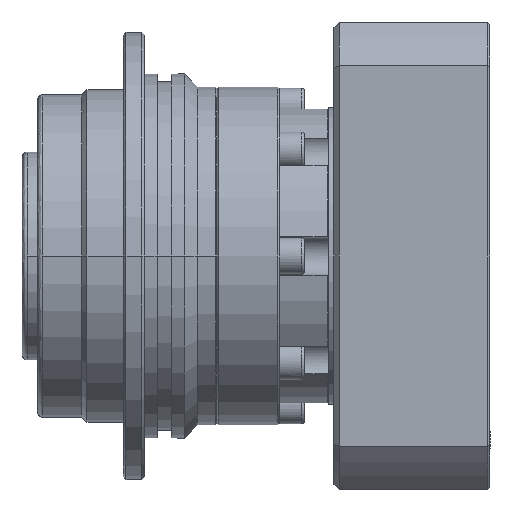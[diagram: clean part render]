
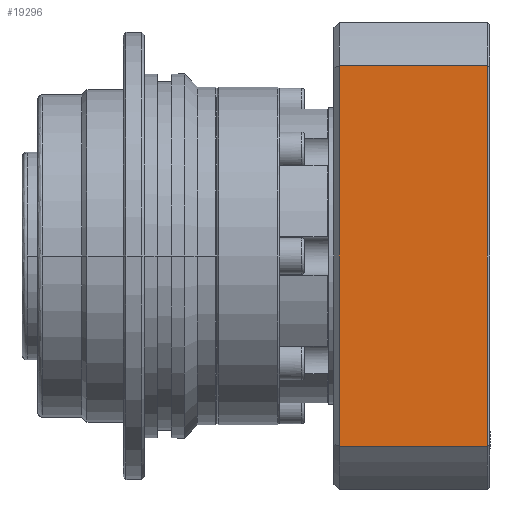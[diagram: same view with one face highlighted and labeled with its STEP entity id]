
A CAD part, front view. The second image highlights one B-rep face of the part: STEP entity #19296.
In plain terms, the highlighted planar face has unit normal (0, -1, 0).
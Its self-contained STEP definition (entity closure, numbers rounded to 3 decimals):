
#1440 = AXIS2_PLACEMENT_3D ( 'NONE', #4286, #17864, #6217 ) ;
#1597 = VECTOR ( 'NONE', #3815, 1000. ) ;
#2113 = CARTESIAN_POINT ( 'NONE',  ( 36.592, -45., 4.5 ) ) ;
#2967 = VERTEX_POINT ( 'NONE', #2113 ) ;
#3815 = DIRECTION ( 'NONE',  ( 0., 0., -1. ) ) ;
#4286 = CARTESIAN_POINT ( 'NONE',  ( -36.592, -45., 33.5 ) ) ;
#4368 = ORIENTED_EDGE ( 'NONE', *, *, #13193, .F. ) ;
#4773 = DIRECTION ( 'NONE',  ( 1., 0., 0. ) ) ;
#5383 = DIRECTION ( 'NONE',  ( -1., 0., 0. ) ) ;
#5606 = LINE ( 'NONE', #21140, #15343 ) ;
#5842 = CARTESIAN_POINT ( 'NONE',  ( 36.592, -45., 0. ) ) ;
#6217 = DIRECTION ( 'NONE',  ( -1., 0., 0. ) ) ;
#6428 = EDGE_CURVE ( 'NONE', #2967, #19848, #5606, .T. ) ;
#7202 = EDGE_CURVE ( 'NONE', #7378, #2967, #16495, .T. ) ;
#7304 = CARTESIAN_POINT ( 'NONE',  ( -36.592, -45., 0. ) ) ;
#7378 = VERTEX_POINT ( 'NONE', #12524 ) ;
#8240 = LINE ( 'NONE', #14482, #12798 ) ;
#9015 = ORIENTED_EDGE ( 'NONE', *, *, #7202, .F. ) ;
#10245 = EDGE_LOOP ( 'NONE', ( #9015, #4368, #12040, #23351 ) ) ;
#12040 = ORIENTED_EDGE ( 'NONE', *, *, #21240, .F. ) ;
#12524 = CARTESIAN_POINT ( 'NONE',  ( 36.592, -45., 33. ) ) ;
#12798 = VECTOR ( 'NONE', #4773, 1000. ) ;
#13193 = EDGE_CURVE ( 'NONE', #23110, #7378, #8240, .T. ) ;
#14308 = CARTESIAN_POINT ( 'NONE',  ( -36.592, -45., 33. ) ) ;
#14482 = CARTESIAN_POINT ( 'NONE',  ( -36.592, -45., 33. ) ) ;
#15343 = VECTOR ( 'NONE', #5383, 1000. ) ;
#16495 = LINE ( 'NONE', #5842, #1597 ) ;
#17592 = CARTESIAN_POINT ( 'NONE',  ( -36.592, -45., 4.5 ) ) ;
#17864 = DIRECTION ( 'NONE',  ( 0., 1., 0. ) ) ;
#18530 = FACE_OUTER_BOUND ( 'NONE', #10245, .T. ) ;
#19296 = ADVANCED_FACE ( 'NONE', ( #18530 ), #21546, .F. ) ;
#19480 = VECTOR ( 'NONE', #20789, 1000. ) ;
#19848 = VERTEX_POINT ( 'NONE', #17592 ) ;
#20789 = DIRECTION ( 'NONE',  ( 0., 0., 1. ) ) ;
#21140 = CARTESIAN_POINT ( 'NONE',  ( -18.296, -45., 4.5 ) ) ;
#21240 = EDGE_CURVE ( 'NONE', #19848, #23110, #24538, .T. ) ;
#21546 = PLANE ( 'NONE',  #1440 ) ;
#23110 = VERTEX_POINT ( 'NONE', #14308 ) ;
#23351 = ORIENTED_EDGE ( 'NONE', *, *, #6428, .F. ) ;
#24538 = LINE ( 'NONE', #7304, #19480 ) ;
